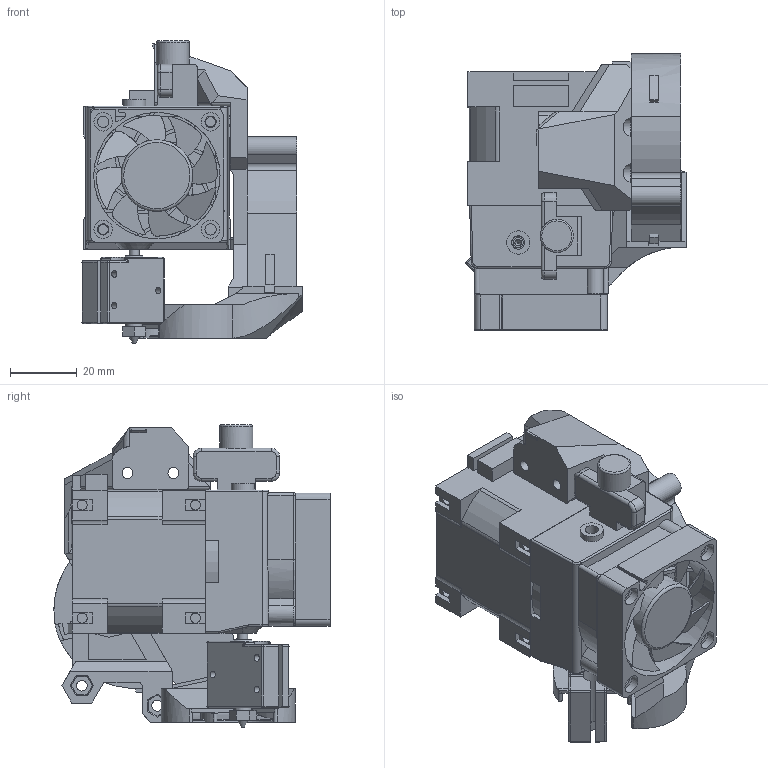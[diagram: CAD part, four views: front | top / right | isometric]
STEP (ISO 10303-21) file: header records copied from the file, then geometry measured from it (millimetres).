
FILE_DESCRIPTION(/* description */ (''),/* implementation_level */ '2;1');
FILE_NAME(/* name */ 'bear_hemera_volcano.step',/* time_stamp */ '2020-04-07T13:29:52+02:00',/* author */ (''),/* organization */ (''),/* preprocessor_version */ 'ST-DEVELOPER v18',/* originating_system */ 'Autodesk Translation Framework v8.12.0.6',/* authorisation */ '');
FILE_SCHEMA (('AUTOMOTIVE_DESIGN { 1 0 10303 214 3 1 1 }'));
Length unit declared in the file: millimetre
Products named in the file (15): bear_hemera_volcano; hemera; stepper; heatsink; hemera_heatbreak; e3d_hemera_fan; volcano_heaterblock; volcano_nozzle; body_front_volcano; nozzle_fan; nozzle_fan_1; nozzle_fan_duct; nozzle_fan_duct_1; duct; support
Assembly tree (14 placements, depth 4):
  bear_hemera_volcano
    hemera
      stepper
      heatsink
      hemera_heatbreak
      e3d_hemera_fan
    volcano_heaterblock
    volcano_nozzle
    body_front_volcano
    nozzle_fan
      nozzle_fan_1
    nozzle_fan_duct
      nozzle_fan_duct_1
        duct
        support
Bounding box: 66.13 x 83 x 90.85 mm (x, y, z)
Volume: 172643 mm3; surface area: 65439.8 mm2
Topology: 10 solids, 10 shells, 970 faces, 2624 edges, 1703 vertices
Faces by surface type: plane 525, cylinder 307, bspline 63, cone 48, torus 17, sphere 10
Full cylindrical faces by diameter (mm): 0.4 x1, 2 x2, 2.075 x6, 2.96 x1, 3 x11, 3.1 x1, 3.2 x1, 3.25 x2, 3.275 x2, 3.3 x2, 3.4 x4, 3.908 x1, 4 x1, 4.3 x2, 5 x1, 5.035 x1, 5.5 x4, 5.8 x3, 5.884 x2, 6 x2, 7 x1, 9.5 x1, 10 x1, 20.9 x1, 21.5 x1, 24.2 x1, 29 x1, 32 x1, 39 x1
Entity records: 32585 total; most frequent: CARTESIAN_POINT 7451, ORIENTED_EDGE 5244, DIRECTION 5092, EDGE_CURVE 2622, AXIS2_PLACEMENT_3D 1744, VERTEX_POINT 1703, LINE 1604, VECTOR 1604
